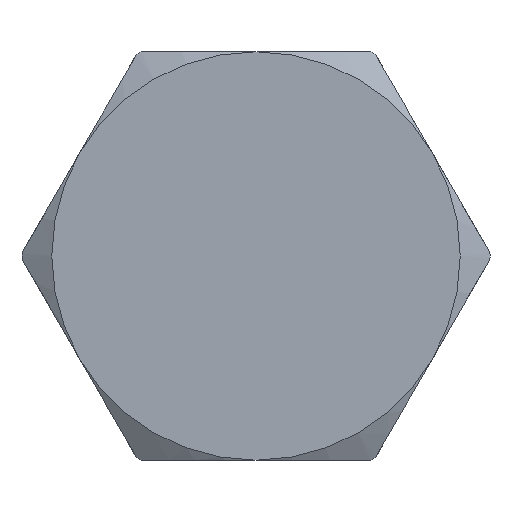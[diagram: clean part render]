
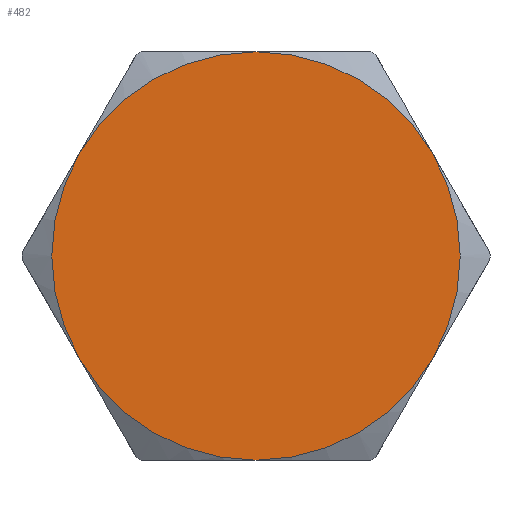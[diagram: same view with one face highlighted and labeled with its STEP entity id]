
A CAD part, left-side view. The second image highlights one B-rep face of the part: STEP entity #482.
In plain terms, the highlighted planar face has unit normal (-1, 0, 0).
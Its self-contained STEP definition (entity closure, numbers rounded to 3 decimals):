
#92=PLANE('',#548);
#128=FACE_OUTER_BOUND('',#165,.T.);
#165=EDGE_LOOP('',(#431,#432,#433,#434,#435,#436));
#182=CIRCLE('',#518,18.75);
#183=CIRCLE('',#520,18.75);
#186=CIRCLE('',#524,18.75);
#187=CIRCLE('',#526,18.75);
#190=CIRCLE('',#530,18.75);
#199=CIRCLE('',#547,18.75);
#213=VERTEX_POINT('',#2431);
#218=VERTEX_POINT('',#2446);
#223=VERTEX_POINT('',#2461);
#228=VERTEX_POINT('',#2476);
#233=VERTEX_POINT('',#2491);
#238=VERTEX_POINT('',#2506);
#293=EDGE_CURVE('',#238,#223,#182,.T.);
#294=EDGE_CURVE('',#223,#228,#183,.T.);
#297=EDGE_CURVE('',#228,#218,#186,.T.);
#298=EDGE_CURVE('',#218,#233,#187,.T.);
#301=EDGE_CURVE('',#233,#213,#190,.T.);
#310=EDGE_CURVE('',#213,#238,#199,.T.);
#431=ORIENTED_EDGE('',*,*,#298,.F.);
#432=ORIENTED_EDGE('',*,*,#297,.F.);
#433=ORIENTED_EDGE('',*,*,#294,.F.);
#434=ORIENTED_EDGE('',*,*,#293,.F.);
#435=ORIENTED_EDGE('',*,*,#310,.F.);
#436=ORIENTED_EDGE('',*,*,#301,.F.);
#482=ADVANCED_FACE('',(#128),#92,.T.);
#518=AXIS2_PLACEMENT_3D('',#2522,#620,#621);
#520=AXIS2_PLACEMENT_3D('',#2524,#624,#625);
#524=AXIS2_PLACEMENT_3D('',#2528,#632,#633);
#526=AXIS2_PLACEMENT_3D('',#2530,#636,#637);
#530=AXIS2_PLACEMENT_3D('',#2534,#644,#645);
#547=AXIS2_PLACEMENT_3D('',#2552,#678,#679);
#548=AXIS2_PLACEMENT_3D('',#2553,#680,#681);
#620=DIRECTION('center_axis',(1.,0.,0.));
#621=DIRECTION('ref_axis',(0.,-1.,0.));
#624=DIRECTION('center_axis',(1.,0.,0.));
#625=DIRECTION('ref_axis',(0.,-1.,0.));
#632=DIRECTION('center_axis',(1.,0.,0.));
#633=DIRECTION('ref_axis',(0.,-1.,0.));
#636=DIRECTION('center_axis',(1.,0.,0.));
#637=DIRECTION('ref_axis',(0.,-1.,0.));
#644=DIRECTION('center_axis',(1.,0.,0.));
#645=DIRECTION('ref_axis',(0.,-1.,0.));
#678=DIRECTION('center_axis',(1.,0.,0.));
#679=DIRECTION('ref_axis',(0.,-1.,0.));
#680=DIRECTION('center_axis',(-1.,0.,0.));
#681=DIRECTION('ref_axis',(0.,0.,1.));
#2431=CARTESIAN_POINT('',(-19.11,0.,18.75));
#2446=CARTESIAN_POINT('',(-19.11,16.238,-9.375));
#2461=CARTESIAN_POINT('',(-19.11,-16.238,-9.375));
#2476=CARTESIAN_POINT('',(-19.11,0.,-18.75));
#2491=CARTESIAN_POINT('',(-19.11,16.238,9.375));
#2506=CARTESIAN_POINT('',(-19.11,-16.238,9.375));
#2522=CARTESIAN_POINT('Origin',(-19.11,0.,0.));
#2524=CARTESIAN_POINT('Origin',(-19.11,0.,0.));
#2528=CARTESIAN_POINT('Origin',(-19.11,0.,0.));
#2530=CARTESIAN_POINT('Origin',(-19.11,0.,0.));
#2534=CARTESIAN_POINT('Origin',(-19.11,0.,0.));
#2552=CARTESIAN_POINT('Origin',(-19.11,0.,0.));
#2553=CARTESIAN_POINT('Origin',(-19.11,0.,0.));
